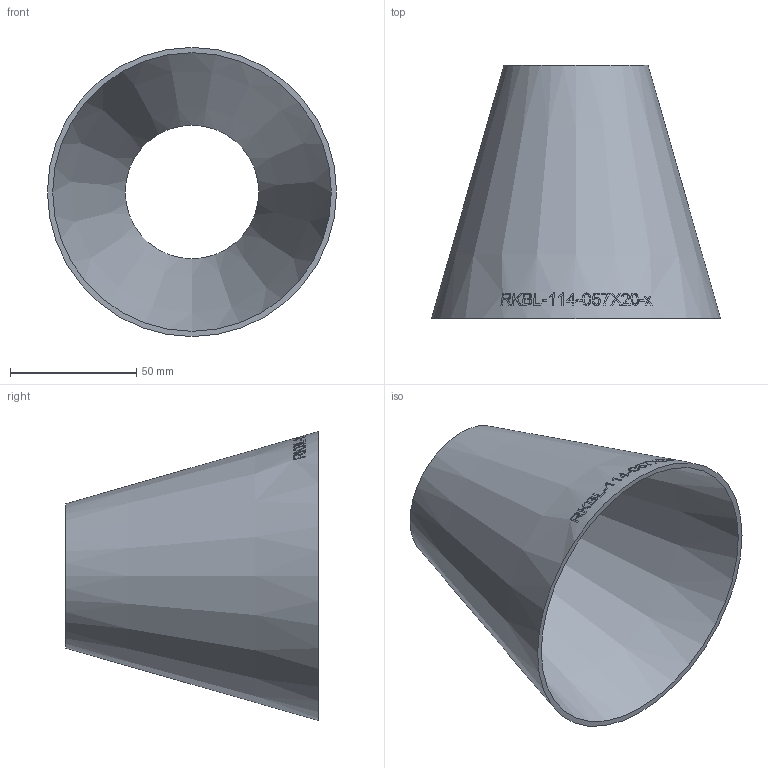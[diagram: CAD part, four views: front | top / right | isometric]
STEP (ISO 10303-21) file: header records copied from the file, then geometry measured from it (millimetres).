
FILE_DESCRIPTION (( 'STEP AP214' ), '1' );
FILE_NAME ('RKBL-114-057X20-x Reduzierung aus Blech ISO-sonstige 2006.STEP', '2020-06-29T12:13:41', ( '' ), ( '' ), 'SwSTEP 2.0', 'SolidWorks 2019', '' );
FILE_SCHEMA (( 'AUTOMOTIVE_DESIGN' ));
Length unit declared in the file: millimetre
Products named in the file (1): RKBL-114-057X20-x Reduzierung aus Blech ISO-sonstige 2006
Bounding box: 114.3 x 100 x 114.3 mm (x, y, z)
Volume: 54755.3 mm3; surface area: 55732.6 mm2
Topology: 1 solids, 1 shells, 211 faces, 558 edges, 372 vertices
Faces by surface type: bspline 184, cone 25, plane 2
Entity records: 22043 total; most frequent: CARTESIAN_POINT 16204, ORIENTED_EDGE 1112, EDGE_CURVE 556, B_SPLINE_CURVE_WITH_KNOTS 552, VERTEX_POINT 372, EDGE_LOOP 238, ADVANCED_FACE 211, FACE_OUTER_BOUND 211
